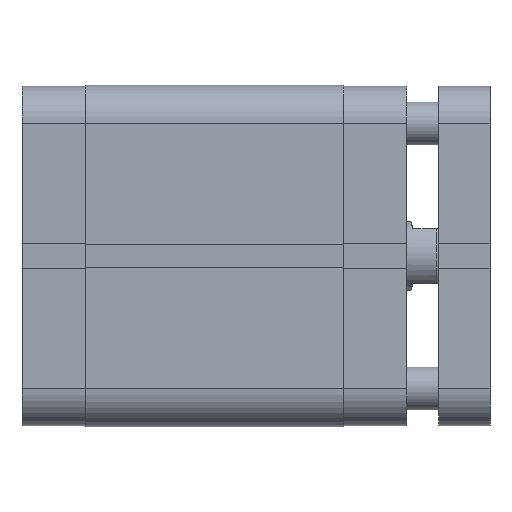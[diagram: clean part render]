
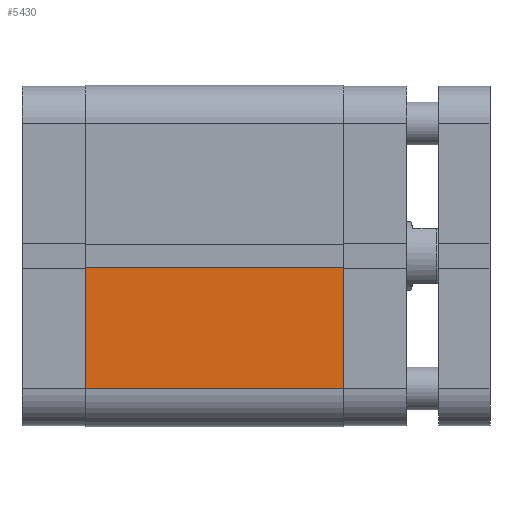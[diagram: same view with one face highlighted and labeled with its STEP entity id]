
A CAD part, front view. The second image highlights one B-rep face of the part: STEP entity #5430.
In plain terms, the highlighted planar face has unit normal (0, -1, 0).
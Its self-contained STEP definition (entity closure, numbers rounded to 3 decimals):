
#456 = EDGE_CURVE ( 'NONE', #6132, #6123, #4580, .T. ) ;
#462 = EDGE_CURVE ( 'NONE', #6127, #6132, #4602, .T. ) ;
#467 = EDGE_CURVE ( 'NONE', #6127, #6134, #4613, .T. ) ;
#474 = EDGE_CURVE ( 'NONE', #6134, #6123, #4627, .T. ) ;
#2042 = CARTESIAN_POINT ( 'NONE',  ( -2.6, -40., 0. ) ) ;
#2046 = CARTESIAN_POINT ( 'NONE',  ( -31., -40., 60.5 ) ) ;
#2051 = CARTESIAN_POINT ( 'NONE',  ( -31., -40., 0. ) ) ;
#2053 = CARTESIAN_POINT ( 'NONE',  ( -2.6, -40., 60.5 ) ) ;
#2705 = ORIENTED_EDGE ( 'NONE', *, *, #474, .F. ) ;
#2725 = ORIENTED_EDGE ( 'NONE', *, *, #456, .T. ) ;
#2857 = ORIENTED_EDGE ( 'NONE', *, *, #467, .F. ) ;
#2972 = ORIENTED_EDGE ( 'NONE', *, *, #462, .T. ) ;
#4580 = LINE ( 'NONE', #7259, #4597 ) ;
#4597 = VECTOR ( 'NONE', #7264, 1000. ) ;
#4602 = LINE ( 'NONE', #7276, #4603 ) ;
#4603 = VECTOR ( 'NONE', #7277, 1000. ) ;
#4613 = LINE ( 'NONE', #7286, #4614 ) ;
#4614 = VECTOR ( 'NONE', #7287, 1000. ) ;
#4627 = LINE ( 'NONE', #7300, #4628 ) ;
#4628 = VECTOR ( 'NONE', #7301, 1000. ) ;
#5194 = FACE_OUTER_BOUND ( 'NONE', #5760, .T. ) ;
#5430 = ADVANCED_FACE ( 'NONE', ( #5194 ), #8120, .F. ) ;
#5760 = EDGE_LOOP ( 'NONE', ( #2725, #2705, #2857, #2972 ) ) ;
#6123 = VERTEX_POINT ( 'NONE', #2042 ) ;
#6127 = VERTEX_POINT ( 'NONE', #2046 ) ;
#6132 = VERTEX_POINT ( 'NONE', #2051 ) ;
#6134 = VERTEX_POINT ( 'NONE', #2053 ) ;
#7259 = CARTESIAN_POINT ( 'NONE',  ( 0., -40., 0. ) ) ;
#7264 = DIRECTION ( 'NONE',  ( 1., 0., 0. ) ) ;
#7276 = CARTESIAN_POINT ( 'NONE',  ( -31., -40., 60.5 ) ) ;
#7277 = DIRECTION ( 'NONE',  ( 0., 0., -1. ) ) ;
#7286 = CARTESIAN_POINT ( 'NONE',  ( 0., -40., 60.5 ) ) ;
#7287 = DIRECTION ( 'NONE',  ( 1., 0., 0. ) ) ;
#7300 = CARTESIAN_POINT ( 'NONE',  ( -2.6, -40., 60.5 ) ) ;
#7301 = DIRECTION ( 'NONE',  ( 0., 0., -1. ) ) ;
#8120 = PLANE ( 'NONE',  #8309 ) ;
#8151 = CARTESIAN_POINT ( 'NONE',  ( 0., -40., 60.5 ) ) ;
#8156 = DIRECTION ( 'NONE',  ( 0., 1., 0. ) ) ;
#8157 = DIRECTION ( 'NONE',  ( 0., 0., 1. ) ) ;
#8309 = AXIS2_PLACEMENT_3D ( 'NONE', #8151, #8156, #8157 ) ;
